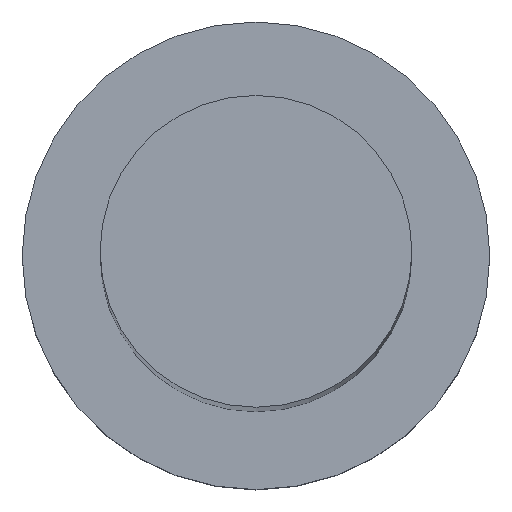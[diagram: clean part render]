
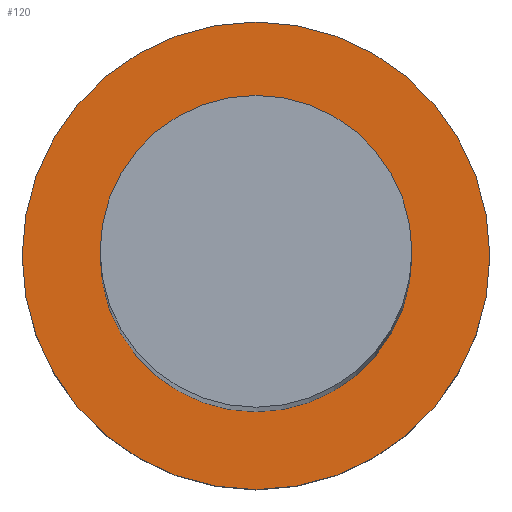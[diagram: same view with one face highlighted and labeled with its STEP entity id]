
A CAD part, top view. The second image highlights one B-rep face of the part: STEP entity #120.
In plain terms, the highlighted planar face has unit normal (0, 0, 1).
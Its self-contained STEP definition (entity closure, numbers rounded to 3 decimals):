
#1 = CARTESIAN_POINT ( 'NONE',  ( 0., 0., 7. ) ) ;
#9 = EDGE_CURVE ( 'NONE', #215, #229, #206, .T. ) ;
#10 = CARTESIAN_POINT ( 'NONE',  ( 0., 0., 7. ) ) ;
#13 = DIRECTION ( 'NONE',  ( 0., 0., 1. ) ) ;
#23 = AXIS2_PLACEMENT_3D ( 'NONE', #128, #124, #166 ) ;
#29 = ORIENTED_EDGE ( 'NONE', *, *, #101, .F. ) ;
#30 = DIRECTION ( 'NONE',  ( 0., 0., 1. ) ) ;
#33 = CARTESIAN_POINT ( 'NONE',  ( -6., 0., 7. ) ) ;
#36 = ORIENTED_EDGE ( 'NONE', *, *, #80, .T. ) ;
#43 = AXIS2_PLACEMENT_3D ( 'NONE', #10, #164, #223 ) ;
#52 = CARTESIAN_POINT ( 'NONE',  ( -9., 0., 7. ) ) ;
#60 = AXIS2_PLACEMENT_3D ( 'NONE', #1, #30, #207 ) ;
#74 = CARTESIAN_POINT ( 'NONE',  ( 0., 0., 7. ) ) ;
#80 = EDGE_CURVE ( 'NONE', #106, #219, #90, .T. ) ;
#86 = DIRECTION ( 'NONE',  ( 1., 0., 0. ) ) ;
#89 = PLANE ( 'NONE',  #185 ) ;
#90 = CIRCLE ( 'NONE', #233, 9. ) ;
#101 = EDGE_CURVE ( 'NONE', #229, #215, #156, .T. ) ;
#106 = VERTEX_POINT ( 'NONE', #122 ) ;
#120 = ADVANCED_FACE ( 'NONE', ( #227, #243 ), #89, .T. ) ;
#122 = CARTESIAN_POINT ( 'NONE',  ( 9., 0., 7. ) ) ;
#124 = DIRECTION ( 'NONE',  ( 0., 0., 1. ) ) ;
#128 = CARTESIAN_POINT ( 'NONE',  ( 0., 0., 7. ) ) ;
#132 = CARTESIAN_POINT ( 'NONE',  ( 6., 0., 7. ) ) ;
#146 = DIRECTION ( 'NONE',  ( 0., 0., 1. ) ) ;
#148 = EDGE_LOOP ( 'NONE', ( #191, #29 ) ) ;
#156 = CIRCLE ( 'NONE', #43, 6. ) ;
#164 = DIRECTION ( 'NONE',  ( 0., 0., 1. ) ) ;
#166 = DIRECTION ( 'NONE',  ( 1., 0., 0. ) ) ;
#185 = AXIS2_PLACEMENT_3D ( 'NONE', #198, #146, #203 ) ;
#191 = ORIENTED_EDGE ( 'NONE', *, *, #9, .F. ) ;
#198 = CARTESIAN_POINT ( 'NONE',  ( 0., 0., 7. ) ) ;
#202 = ORIENTED_EDGE ( 'NONE', *, *, #210, .T. ) ;
#203 = DIRECTION ( 'NONE',  ( 1., 0., 0. ) ) ;
#206 = CIRCLE ( 'NONE', #23, 6. ) ;
#207 = DIRECTION ( 'NONE',  ( 1., 0., 0. ) ) ;
#210 = EDGE_CURVE ( 'NONE', #219, #106, #255, .T. ) ;
#215 = VERTEX_POINT ( 'NONE', #33 ) ;
#219 = VERTEX_POINT ( 'NONE', #52 ) ;
#223 = DIRECTION ( 'NONE',  ( 1., 0., 0. ) ) ;
#227 = FACE_BOUND ( 'NONE', #148, .T. ) ;
#229 = VERTEX_POINT ( 'NONE', #132 ) ;
#233 = AXIS2_PLACEMENT_3D ( 'NONE', #74, #13, #86 ) ;
#238 = EDGE_LOOP ( 'NONE', ( #202, #36 ) ) ;
#243 = FACE_OUTER_BOUND ( 'NONE', #238, .T. ) ;
#255 = CIRCLE ( 'NONE', #60, 9. ) ;
